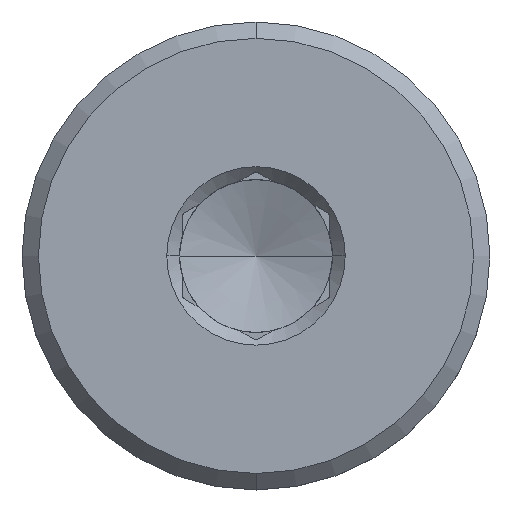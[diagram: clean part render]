
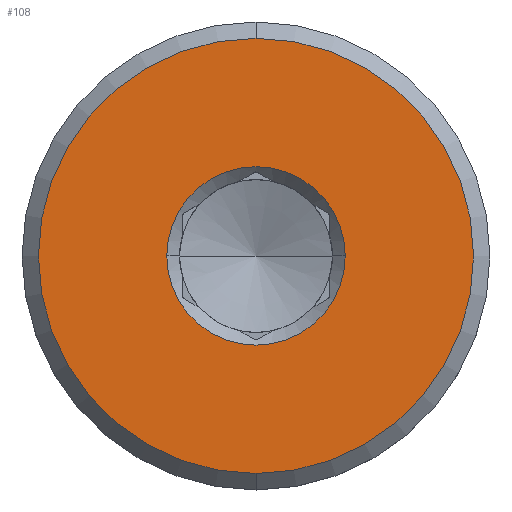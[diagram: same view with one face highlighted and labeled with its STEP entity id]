
A CAD part, top view. The second image highlights one B-rep face of the part: STEP entity #108.
In plain terms, the highlighted planar face has unit normal (0, 0, 1).
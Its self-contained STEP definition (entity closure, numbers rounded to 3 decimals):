
#27 = EDGE_CURVE ( 'NONE', #2005, #2700, #624, .T. ) ;
#78 = CARTESIAN_POINT ( 'NONE',  ( 0., 0., 1.3 ) ) ;
#108 = ADVANCED_FACE ( 'NONE', ( #3122, #2751 ), #1796, .T. ) ;
#137 = DIRECTION ( 'NONE',  ( 0., -1., 0. ) ) ;
#141 = DIRECTION ( 'NONE',  ( 0., -1., 0. ) ) ;
#389 = EDGE_CURVE ( 'NONE', #2807, #392, #2369, .T. ) ;
#392 = VERTEX_POINT ( 'NONE', #1773 ) ;
#466 = CIRCLE ( 'NONE', #1315, 1.525 ) ;
#616 = DIRECTION ( 'NONE',  ( 0., 0., 1. ) ) ;
#624 = CIRCLE ( 'NONE', #2168, 1.525 ) ;
#692 = AXIS2_PLACEMENT_3D ( 'NONE', #861, #853, #3040 ) ;
#765 = CARTESIAN_POINT ( 'NONE',  ( 0., 0., 1.3 ) ) ;
#836 = DIRECTION ( 'NONE',  ( 0., 0., 1. ) ) ;
#853 = DIRECTION ( 'NONE',  ( 0., 0., 1. ) ) ;
#861 = CARTESIAN_POINT ( 'NONE',  ( 0., 0., 1.3 ) ) ;
#865 = CARTESIAN_POINT ( 'NONE',  ( -1.525, 0., 1.3 ) ) ;
#1254 = DIRECTION ( 'NONE',  ( 0., 0., 1. ) ) ;
#1315 = AXIS2_PLACEMENT_3D ( 'NONE', #78, #2238, #2981 ) ;
#1357 = CARTESIAN_POINT ( 'NONE',  ( 0., 0., 1.3 ) ) ;
#1394 = EDGE_CURVE ( 'NONE', #2700, #2005, #466, .T. ) ;
#1502 = DIRECTION ( 'NONE',  ( 1., 0., 0. ) ) ;
#1519 = CIRCLE ( 'NONE', #3037, 3.721 ) ;
#1621 = EDGE_LOOP ( 'NONE', ( #1842, #2924 ) ) ;
#1773 = CARTESIAN_POINT ( 'NONE',  ( 0., -3.721, 1.3 ) ) ;
#1796 = PLANE ( 'NONE',  #3101 ) ;
#1842 = ORIENTED_EDGE ( 'NONE', *, *, #389, .T. ) ;
#2005 = VERTEX_POINT ( 'NONE', #2148 ) ;
#2066 = EDGE_CURVE ( 'NONE', #392, #2807, #1519, .T. ) ;
#2148 = CARTESIAN_POINT ( 'NONE',  ( 1.525, 0., 1.3 ) ) ;
#2168 = AXIS2_PLACEMENT_3D ( 'NONE', #765, #1254, #1502 ) ;
#2238 = DIRECTION ( 'NONE',  ( 0., 0., 1. ) ) ;
#2292 = CARTESIAN_POINT ( 'NONE',  ( 0., 0., 1.3 ) ) ;
#2369 = CIRCLE ( 'NONE', #692, 3.721 ) ;
#2668 = ORIENTED_EDGE ( 'NONE', *, *, #27, .F. ) ;
#2700 = VERTEX_POINT ( 'NONE', #865 ) ;
#2751 = FACE_OUTER_BOUND ( 'NONE', #1621, .T. ) ;
#2802 = ORIENTED_EDGE ( 'NONE', *, *, #1394, .F. ) ;
#2807 = VERTEX_POINT ( 'NONE', #2902 ) ;
#2902 = CARTESIAN_POINT ( 'NONE',  ( 0., 3.721, 1.3 ) ) ;
#2924 = ORIENTED_EDGE ( 'NONE', *, *, #2066, .T. ) ;
#2981 = DIRECTION ( 'NONE',  ( 1., 0., 0. ) ) ;
#3037 = AXIS2_PLACEMENT_3D ( 'NONE', #1357, #616, #137 ) ;
#3040 = DIRECTION ( 'NONE',  ( 0., -1., 0. ) ) ;
#3095 = EDGE_LOOP ( 'NONE', ( #2668, #2802 ) ) ;
#3101 = AXIS2_PLACEMENT_3D ( 'NONE', #2292, #836, #141 ) ;
#3122 = FACE_BOUND ( 'NONE', #3095, .T. ) ;
